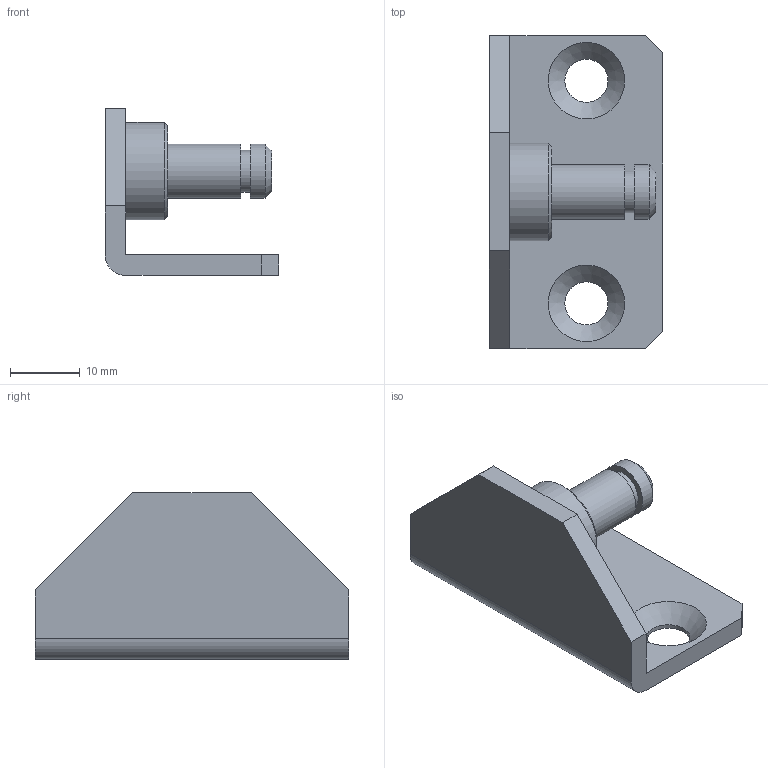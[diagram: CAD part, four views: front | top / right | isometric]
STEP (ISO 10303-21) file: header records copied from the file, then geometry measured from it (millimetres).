
FILE_DESCRIPTION(/* description */ ('Fissaggio art. 900BA2'),/* implementation_level */ '2;1');
FILE_NAME(/* name */ '900BA2.stp',/* time_stamp */ '2022-04-18T11:10:29+02:00',/* author */ ('daniele.berto'),/* organization */ (''),/* preprocessor_version */ 'ST-DEVELOPER v18.1',/* originating_system */ 'Autodesk Inventor 2021',/* authorisation */ '');
FILE_SCHEMA (('CONFIG_CONTROL_DESIGN'));
Length unit declared in the file: millimetre
Products named in the file (1): 900BA2
Bounding box: 25 x 45 x 24 mm (x, y, z)
Volume: 6790.5 mm3; surface area: 4751.7 mm2
Topology: 1 solids, 1 shells, 27 faces, 60 edges, 39 vertices
Faces by surface type: plane 16, cylinder 7, cone 4
Full cylindrical faces by diameter (mm): 6 x1, 6.2 x2, 7.8 x2, 14 x1
Entity records: 798 total; most frequent: DIRECTION 135, CARTESIAN_POINT 127, ORIENTED_EDGE 120, EDGE_CURVE 60, AXIS2_PLACEMENT_3D 47, LINE 41, VECTOR 41, VERTEX_POINT 39
